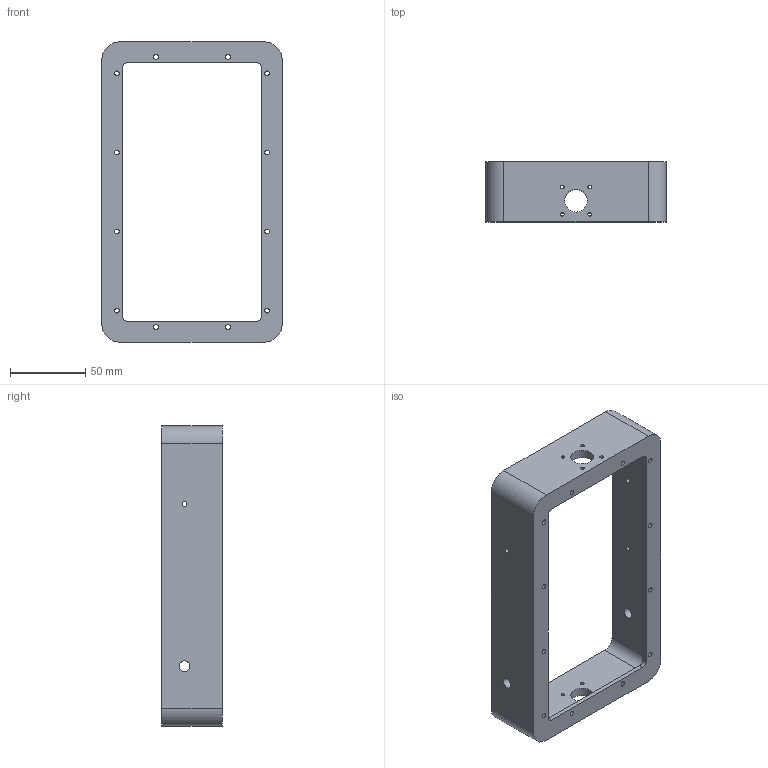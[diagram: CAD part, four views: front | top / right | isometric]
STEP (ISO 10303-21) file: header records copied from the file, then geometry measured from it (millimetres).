
FILE_DESCRIPTION(/* description */ (''),/* implementation_level */ '2;1');
FILE_NAME(/* name */ 'Box PA Module.stp',/* time_stamp */ '2025-03-14T17:14:13+01:00',/* author */ ('Carsten Grøn'),/* organization */ (''),/* preprocessor_version */ 'ST-DEVELOPER v18',/* originating_system */ 'Autodesk Inventor 2020',/* authorisation */ '');
FILE_SCHEMA (('CONFIG_CONTROL_DESIGN'));
Length unit declared in the file: millimetre
Products named in the file (1): Box PA Module
Bounding box: 120 x 40 x 200 mm (x, y, z)
Volume: 153714.6 mm3; surface area: 65862.9 mm2
Topology: 1 solids, 1 shells, 78 faces, 239 edges, 176 vertices
Faces by surface type: cylinder 51, plane 27
Full cylindrical faces by diameter (mm): 2.459 x20, 3.2 x12, 3.242 x3, 7.087 x2, 15.3 x2
Entity records: 2988 total; most frequent: DIRECTION 549, CARTESIAN_POINT 494, ORIENTED_EDGE 478, EDGE_CURVE 239, AXIS2_PLACEMENT_3D 231, VERTEX_POINT 176, CIRCLE 152, EDGE_LOOP 147
